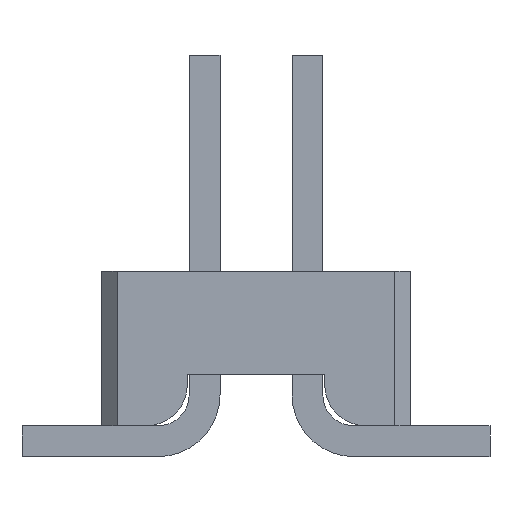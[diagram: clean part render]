
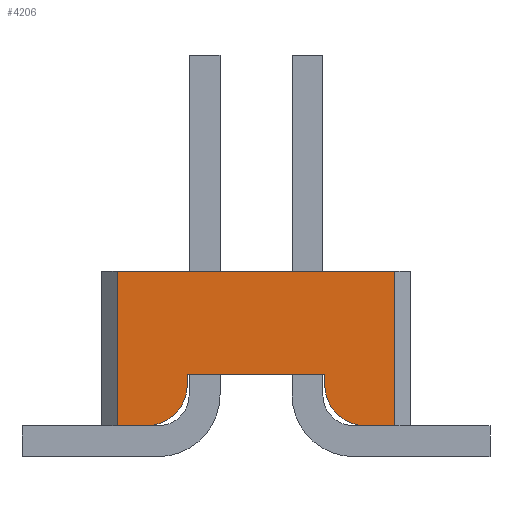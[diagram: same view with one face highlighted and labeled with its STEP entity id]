
A CAD part, left-side view. The second image highlights one B-rep face of the part: STEP entity #4206.
In plain terms, the highlighted planar face has unit normal (-1, 0, 0).
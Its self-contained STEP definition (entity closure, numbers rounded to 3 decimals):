
#332=DIRECTION('',(0.,-1.,0.));
#333=VECTOR('',#332,2.7);
#334=CARTESIAN_POINT('',(-2.8,1.35,0.));
#335=LINE('',#334,#333);
#504=DIRECTION('',(0.,-1.,0.));
#505=VECTOR('',#504,0.283);
#506=CARTESIAN_POINT('',(-2.8,-1.068,-1.5));
#507=LINE('',#506,#505);
#532=DIRECTION('',(0.,-1.,0.));
#533=VECTOR('',#532,0.283);
#534=CARTESIAN_POINT('',(-2.8,1.35,-1.5));
#535=LINE('',#534,#533);
#1144=DIRECTION('',(0.,0.,-1.));
#1145=VECTOR('',#1144,1.5);
#1146=CARTESIAN_POINT('',(-2.8,1.35,0.));
#1147=LINE('',#1146,#1145);
#1148=DIRECTION('',(0.,0.,-1.));
#1149=VECTOR('',#1148,1.5);
#1150=CARTESIAN_POINT('',(-2.8,-1.35,0.));
#1151=LINE('',#1150,#1149);
#1152=CARTESIAN_POINT('',(-2.8,-1.068,-1.1));
#1153=DIRECTION('',(-1.,0.,0.));
#1154=DIRECTION('',(0.,1.,0.));
#1155=AXIS2_PLACEMENT_3D('',#1152,#1153,#1154);
#1157=DIRECTION('',(0.,0.,1.));
#1158=VECTOR('',#1157,0.1);
#1159=CARTESIAN_POINT('',(-2.8,-0.668,-1.1));
#1160=LINE('',#1159,#1158);
#1161=DIRECTION('',(0.,1.,0.));
#1162=VECTOR('',#1161,1.335);
#1163=CARTESIAN_POINT('',(-2.8,-0.668,-1.));
#1164=LINE('',#1163,#1162);
#1165=DIRECTION('',(0.,0.,-1.));
#1166=VECTOR('',#1165,0.1);
#1167=CARTESIAN_POINT('',(-2.8,0.668,-1.));
#1168=LINE('',#1167,#1166);
#1169=CARTESIAN_POINT('',(-2.8,1.068,-1.1));
#1170=DIRECTION('',(-1.,0.,0.));
#1171=DIRECTION('',(0.,0.,-1.));
#1172=AXIS2_PLACEMENT_3D('',#1169,#1170,#1171);
#2726=CARTESIAN_POINT('',(-2.8,1.35,-1.5));
#2728=VERTEX_POINT('',#2726);
#2732=CARTESIAN_POINT('',(-2.8,1.35,0.));
#2733=VERTEX_POINT('',#2732);
#2735=CARTESIAN_POINT('',(-2.8,-1.35,-1.5));
#2737=VERTEX_POINT('',#2735);
#2738=CARTESIAN_POINT('',(-2.8,-1.35,0.));
#2739=VERTEX_POINT('',#2738);
#3318=CARTESIAN_POINT('',(-2.8,-0.668,-1.));
#3319=CARTESIAN_POINT('',(-2.8,0.668,-1.));
#3320=VERTEX_POINT('',#3318);
#3321=VERTEX_POINT('',#3319);
#3322=CARTESIAN_POINT('',(-2.8,0.668,-1.1));
#3323=VERTEX_POINT('',#3322);
#3324=CARTESIAN_POINT('',(-2.8,1.068,-1.5));
#3325=VERTEX_POINT('',#3324);
#3326=CARTESIAN_POINT('',(-2.8,-0.668,-1.1));
#3327=CARTESIAN_POINT('',(-2.8,-1.068,-1.5));
#3328=VERTEX_POINT('',#3326);
#3329=VERTEX_POINT('',#3327);
#4184=CARTESIAN_POINT('',(-2.8,1.5,0.));
#4185=DIRECTION('',(-1.,0.,0.));
#4186=DIRECTION('',(0.,-1.,0.));
#4187=AXIS2_PLACEMENT_3D('',#4184,#4185,#4186);
#4188=PLANE('',#4187);
#4189=ORIENTED_EDGE('',*,*,#3596,.F.);
#4190=ORIENTED_EDGE('',*,*,#3481,.T.);
#4192=ORIENTED_EDGE('',*,*,#4191,.T.);
#4193=ORIENTED_EDGE('',*,*,#3610,.F.);
#4195=ORIENTED_EDGE('',*,*,#4194,.F.);
#4197=ORIENTED_EDGE('',*,*,#4196,.T.);
#4198=ORIENTED_EDGE('',*,*,#4079,.T.);
#4200=ORIENTED_EDGE('',*,*,#4199,.T.);
#4202=ORIENTED_EDGE('',*,*,#4201,.F.);
#4203=ORIENTED_EDGE('',*,*,#3631,.F.);
#4204=EDGE_LOOP('',(#4189,#4190,#4192,#4193,#4195,#4197,#4198,#4200,#4202,
#4203));
#4205=FACE_OUTER_BOUND('',#4204,.F.);
#1156=CIRCLE('',#1155,0.4);
#1173=CIRCLE('',#1172,0.4);
#3481=EDGE_CURVE('',#2733,#2739,#335,.T.);
#3596=EDGE_CURVE('',#2733,#2728,#1147,.T.);
#3610=EDGE_CURVE('',#3329,#2737,#507,.T.);
#3631=EDGE_CURVE('',#2728,#3325,#535,.T.);
#4079=EDGE_CURVE('',#3320,#3321,#1164,.T.);
#4191=EDGE_CURVE('',#2739,#2737,#1151,.T.);
#4194=EDGE_CURVE('',#3328,#3329,#1156,.T.);
#4196=EDGE_CURVE('',#3328,#3320,#1160,.T.);
#4199=EDGE_CURVE('',#3321,#3323,#1168,.T.);
#4201=EDGE_CURVE('',#3325,#3323,#1173,.T.);
#4206=ADVANCED_FACE('',(#4205),#4188,.T.);
